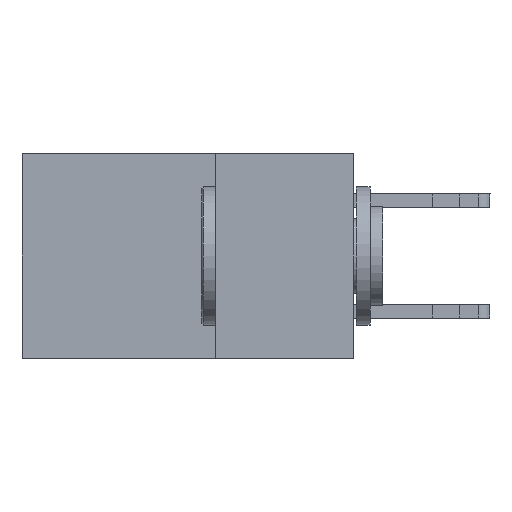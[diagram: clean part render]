
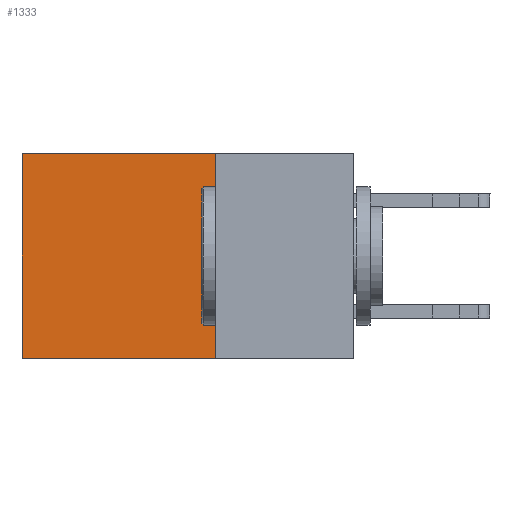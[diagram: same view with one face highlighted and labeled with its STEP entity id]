
A CAD part, left-side view. The second image highlights one B-rep face of the part: STEP entity #1333.
In plain terms, the highlighted planar face has unit normal (-1, 0, 0).
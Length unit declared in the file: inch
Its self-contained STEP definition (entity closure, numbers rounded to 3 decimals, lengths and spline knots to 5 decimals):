
#819 = DIRECTION ( 'NONE',  ( 0., 0., -1. ) ) ;
#957 = EDGE_CURVE ( 'NONE', #3176, #6530, #3689, .T. ) ;
#1074 = FACE_OUTER_BOUND ( 'NONE', #15121, .T. ) ;
#1333 = ADVANCED_FACE ( 'NONE', ( #1074 ), #25509, .F. ) ;
#2664 = DIRECTION ( 'NONE',  ( 0., 1., 0. ) ) ;
#2942 = AXIS2_PLACEMENT_3D ( 'NONE', #28094, #17126, #6061 ) ;
#3176 = VERTEX_POINT ( 'NONE', #26077 ) ;
#3689 = LINE ( 'NONE', #27560, #32571 ) ;
#5108 = ORIENTED_EDGE ( 'NONE', *, *, #16946, .T. ) ;
#6061 = DIRECTION ( 'NONE',  ( 0., 0., -1. ) ) ;
#6530 = VERTEX_POINT ( 'NONE', #18659 ) ;
#6969 = DIRECTION ( 'NONE',  ( 0., 1., 0. ) ) ;
#7334 = LINE ( 'NONE', #11068, #15690 ) ;
#10429 = EDGE_CURVE ( 'NONE', #6530, #18822, #7334, .T. ) ;
#11068 = CARTESIAN_POINT ( 'NONE',  ( 0.2875, 0.25, -0.37 ) ) ;
#11115 = CARTESIAN_POINT ( 'NONE',  ( 0.2875, 0.6, 0. ) ) ;
#12264 = LINE ( 'NONE', #23855, #14872 ) ;
#14395 = VERTEX_POINT ( 'NONE', #21837 ) ;
#14872 = VECTOR ( 'NONE', #6969, 39.37008 ) ;
#15121 = EDGE_LOOP ( 'NONE', ( #5108, #19035, #15504, #26566 ) ) ;
#15504 = ORIENTED_EDGE ( 'NONE', *, *, #957, .F. ) ;
#15690 = VECTOR ( 'NONE', #2664, 39.37008 ) ;
#16946 = EDGE_CURVE ( 'NONE', #14395, #18822, #20132, .T. ) ;
#17126 = DIRECTION ( 'NONE',  ( 1., 0., 0. ) ) ;
#18659 = CARTESIAN_POINT ( 'NONE',  ( 0.2875, 0.25, -0.37 ) ) ;
#18822 = VERTEX_POINT ( 'NONE', #26984 ) ;
#19035 = ORIENTED_EDGE ( 'NONE', *, *, #10429, .F. ) ;
#20132 = LINE ( 'NONE', #11115, #26656 ) ;
#21837 = CARTESIAN_POINT ( 'NONE',  ( 0.2875, 0.6, 0. ) ) ;
#22626 = DIRECTION ( 'NONE',  ( 0., 0., -1. ) ) ;
#23855 = CARTESIAN_POINT ( 'NONE',  ( 0.2875, 0.25, 0. ) ) ;
#25509 = PLANE ( 'NONE',  #2942 ) ;
#26077 = CARTESIAN_POINT ( 'NONE',  ( 0.2875, 0.25, 0. ) ) ;
#26566 = ORIENTED_EDGE ( 'NONE', *, *, #31079, .T. ) ;
#26656 = VECTOR ( 'NONE', #22626, 39.37008 ) ;
#26984 = CARTESIAN_POINT ( 'NONE',  ( 0.2875, 0.6, -0.37 ) ) ;
#27560 = CARTESIAN_POINT ( 'NONE',  ( 0.2875, 0.25, 0. ) ) ;
#28094 = CARTESIAN_POINT ( 'NONE',  ( 0.2875, 0.25, 0. ) ) ;
#31079 = EDGE_CURVE ( 'NONE', #3176, #14395, #12264, .T. ) ;
#32571 = VECTOR ( 'NONE', #819, 39.37008 ) ;
